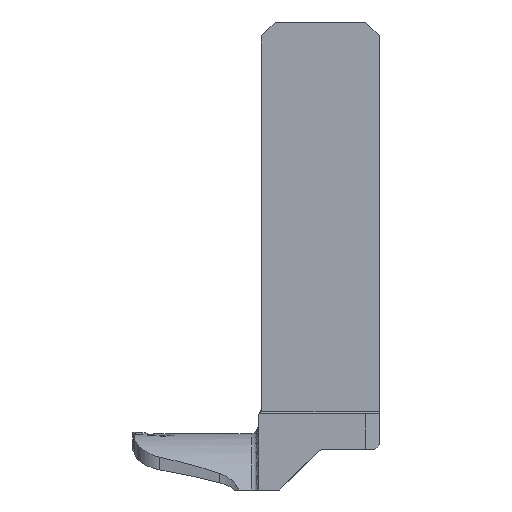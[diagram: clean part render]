
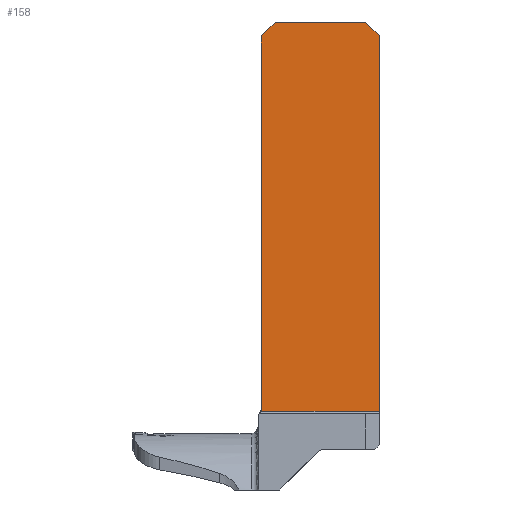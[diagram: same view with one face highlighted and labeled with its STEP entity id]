
A CAD part, front view. The second image highlights one B-rep face of the part: STEP entity #158.
In plain terms, the highlighted planar face has unit normal (0, -1, 0).
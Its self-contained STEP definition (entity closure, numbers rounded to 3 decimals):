
#118=PLANE('',#1520);
#158=ADVANCED_FACE('CU_BOTTOM_SU1',(#240),#118,.F.);
#240=FACE_OUTER_BOUND('',#302,.T.);
#302=EDGE_LOOP('',(#679,#680,#681,#682,#683,#684,#685));
#365=LINE('',#2147,#451);
#390=LINE('',#3459,#477);
#391=LINE('',#3461,#478);
#392=LINE('',#3463,#479);
#393=LINE('',#3464,#480);
#394=LINE('',#3465,#481);
#451=VECTOR('',#1647,1.);
#477=VECTOR('',#1697,1.);
#478=VECTOR('',#1700,1.);
#479=VECTOR('',#1701,1.);
#480=VECTOR('',#1702,1.);
#481=VECTOR('',#1703,1.);
#527=CIRCLE('',#1517,1.6);
#679=ORIENTED_EDGE('',*,*,#1201,.F.);
#680=ORIENTED_EDGE('',*,*,#1202,.F.);
#681=ORIENTED_EDGE('',*,*,#1203,.T.);
#682=ORIENTED_EDGE('',*,*,#1195,.T.);
#683=ORIENTED_EDGE('',*,*,#1204,.T.);
#684=ORIENTED_EDGE('',*,*,#1161,.F.);
#685=ORIENTED_EDGE('',*,*,#1205,.T.);
#1006=VERTEX_POINT('',#2146);
#1007=VERTEX_POINT('',#2148);
#1024=VERTEX_POINT('',#3433);
#1025=VERTEX_POINT('',#3435);
#1028=VERTEX_POINT('',#3454);
#1030=VERTEX_POINT('',#3458);
#1031=VERTEX_POINT('',#3462);
#1161=EDGE_CURVE('',#1006,#1007,#365,.T.);
#1195=EDGE_CURVE('',#1025,#1024,#527,.T.);
#1201=EDGE_CURVE('',#1030,#1028,#390,.T.);
#1202=EDGE_CURVE('',#1031,#1030,#391,.T.);
#1203=EDGE_CURVE('',#1031,#1025,#392,.T.);
#1204=EDGE_CURVE('',#1024,#1007,#393,.T.);
#1205=EDGE_CURVE('',#1006,#1028,#394,.T.);
#1517=AXIS2_PLACEMENT_3D('',#3434,#1689,#1690);
#1520=AXIS2_PLACEMENT_3D('',#3466,#1704,#1705);
#1647=DIRECTION('',(0.,0.,-1.));
#1689=DIRECTION('',(0.,1.,0.));
#1690=DIRECTION('',(0.,0.,-1.));
#1697=DIRECTION('',(1.,0.,0.));
#1700=DIRECTION('',(0.707,0.,0.707));
#1701=DIRECTION('',(0.,0.,-1.));
#1702=DIRECTION('',(1.,0.,0.));
#1703=DIRECTION('',(-0.707,0.,0.707));
#1704=DIRECTION('',(0.,1.,0.));
#1705=DIRECTION('',(0.,0.,-1.));
#2146=CARTESIAN_POINT('',(0.,0.,-3.));
#2147=CARTESIAN_POINT('',(0.,0.,-84.));
#2148=CARTESIAN_POINT('',(0.,0.,-83.5));
#3433=CARTESIAN_POINT('',(-25.442,0.,-83.5));
#3434=CARTESIAN_POINT('',(-26.925,0.,-82.9));
#3435=CARTESIAN_POINT('',(-25.325,0.,-82.9));
#3454=CARTESIAN_POINT('',(-3.,0.,0.));
#3458=CARTESIAN_POINT('',(-22.325,0.,0.));
#3459=CARTESIAN_POINT('',(110.,0.,0.));
#3461=CARTESIAN_POINT('',(-22.325,0.,0.));
#3462=CARTESIAN_POINT('',(-25.325,0.,-3.));
#3463=CARTESIAN_POINT('',(-25.325,0.,-84.));
#3464=CARTESIAN_POINT('',(110.,0.,-83.5));
#3465=CARTESIAN_POINT('',(-3.,0.,0.));
#3466=CARTESIAN_POINT('',(110.,0.,-84.));
